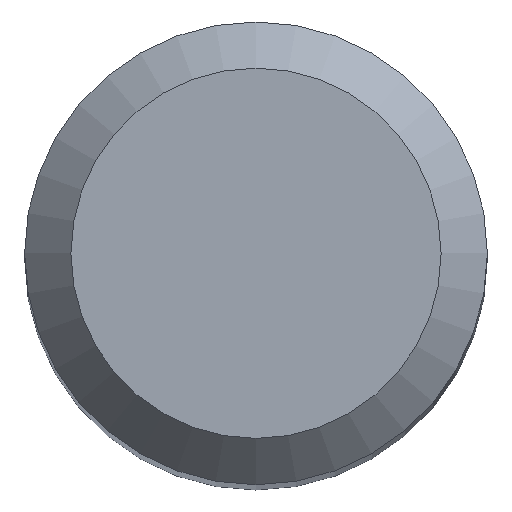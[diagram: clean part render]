
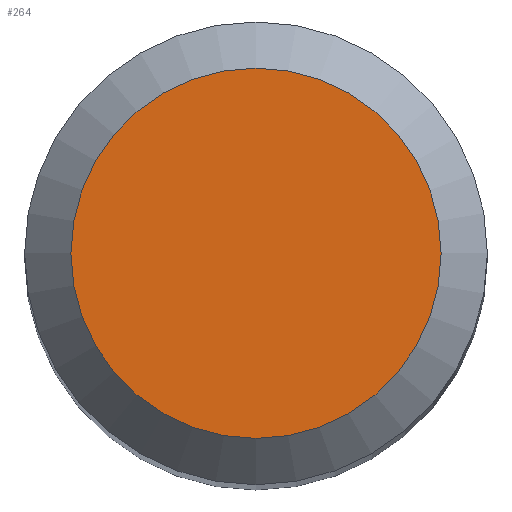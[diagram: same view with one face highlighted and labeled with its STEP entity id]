
A CAD part, top view. The second image highlights one B-rep face of the part: STEP entity #264.
In plain terms, the highlighted planar face has unit normal (0, 0, 1).
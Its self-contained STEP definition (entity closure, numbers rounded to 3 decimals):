
#16 = ORIENTED_EDGE ( 'NONE', *, *, #149, .F. ) ;
#22 = CARTESIAN_POINT ( 'NONE',  ( 0., 0., 38. ) ) ;
#53 = CIRCLE ( 'NONE', #259, 1.2 ) ;
#58 = CARTESIAN_POINT ( 'NONE',  ( 0., 0., 38. ) ) ;
#82 = DIRECTION ( 'NONE',  ( 0., 1., 0. ) ) ;
#109 = AXIS2_PLACEMENT_3D ( 'NONE', #58, #185, #82 ) ;
#110 = EDGE_LOOP ( 'NONE', ( #16 ) ) ;
#138 = DIRECTION ( 'NONE',  ( 0., 0., -1. ) ) ;
#143 = FACE_OUTER_BOUND ( 'NONE', #110, .T. ) ;
#148 = VERTEX_POINT ( 'NONE', #288 ) ;
#149 = EDGE_CURVE ( 'NONE', #148, #148, #53, .T. ) ;
#152 = PLANE ( 'NONE',  #109 ) ;
#185 = DIRECTION ( 'NONE',  ( 0., 0., -1. ) ) ;
#259 = AXIS2_PLACEMENT_3D ( 'NONE', #22, #138, #300 ) ;
#264 = ADVANCED_FACE ( 'NONE', ( #143 ), #152, .F. ) ;
#288 = CARTESIAN_POINT ( 'NONE',  ( 0., 1.2, 38. ) ) ;
#300 = DIRECTION ( 'NONE',  ( 0., 1., 0. ) ) ;
